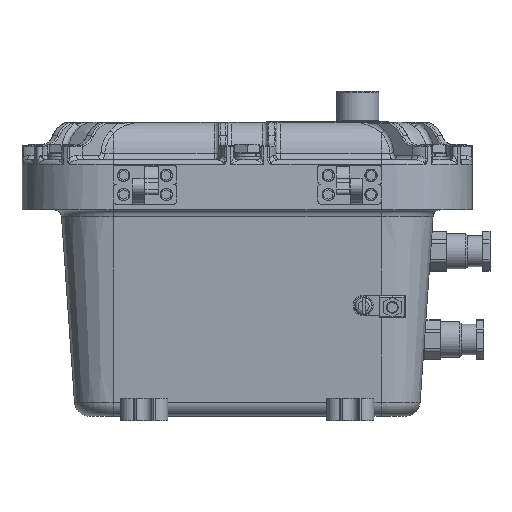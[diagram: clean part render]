
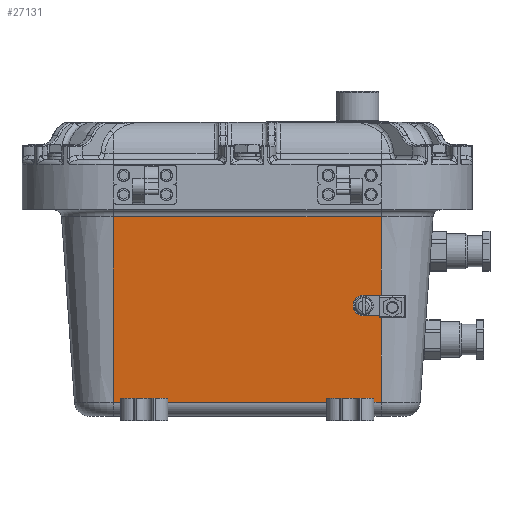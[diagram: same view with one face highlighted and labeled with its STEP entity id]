
A CAD part, left-side view. The second image highlights one B-rep face of the part: STEP entity #27131.
In plain terms, the highlighted planar face has unit normal (-0.998, 0, -0.07).
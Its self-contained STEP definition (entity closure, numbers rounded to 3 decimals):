
#1307=PLANE('',#29043);
#1946=FACE_OUTER_BOUND('',#3642,.T.);
#3642=EDGE_LOOP('',(#17554,#17555,#17556,#17557,#17558,#17559,#17560,#17561,
#17562,#17563,#17564,#17565,#17566,#17567,#17568,#17569));
#5553=CIRCLE('',#29042,7.);
#7383=LINE('',#41491,#8966);
#7385=LINE('',#41498,#8968);
#7395=LINE('',#41592,#8978);
#7396=LINE('',#41594,#8979);
#7397=LINE('',#41596,#8980);
#7398=LINE('',#41598,#8981);
#7399=LINE('',#41600,#8982);
#7400=LINE('',#41602,#8983);
#7401=LINE('',#41604,#8984);
#7402=LINE('',#41606,#8985);
#7403=LINE('',#41608,#8986);
#7404=LINE('',#41610,#8987);
#7405=LINE('',#41612,#8988);
#7406=LINE('',#41614,#8989);
#7407=LINE('',#41615,#8990);
#8966=VECTOR('',#32906,10.);
#8968=VECTOR('',#32916,10.);
#8978=VECTOR('',#32982,10.);
#8979=VECTOR('',#32983,10.);
#8980=VECTOR('',#32984,10.);
#8981=VECTOR('',#32985,10.);
#8982=VECTOR('',#32986,10.);
#8983=VECTOR('',#32987,10.);
#8984=VECTOR('',#32988,10.);
#8985=VECTOR('',#32989,10.);
#8986=VECTOR('',#32990,10.);
#8987=VECTOR('',#32991,10.);
#8988=VECTOR('',#32992,10.);
#8989=VECTOR('',#32993,10.);
#8990=VECTOR('',#32994,10.);
#10515=VERTEX_POINT('',#40720);
#10516=VERTEX_POINT('',#40721);
#10646=VERTEX_POINT('',#41489);
#10647=VERTEX_POINT('',#41497);
#10663=VERTEX_POINT('',#41591);
#10664=VERTEX_POINT('',#41593);
#10665=VERTEX_POINT('',#41595);
#10666=VERTEX_POINT('',#41597);
#10667=VERTEX_POINT('',#41599);
#10668=VERTEX_POINT('',#41601);
#10669=VERTEX_POINT('',#41603);
#10670=VERTEX_POINT('',#41605);
#10671=VERTEX_POINT('',#41607);
#10672=VERTEX_POINT('',#41609);
#10673=VERTEX_POINT('',#41611);
#10674=VERTEX_POINT('',#41613);
#13195=EDGE_CURVE('',#10516,#10646,#7383,.T.);
#13197=EDGE_CURVE('',#10647,#10515,#7385,.T.);
#13223=EDGE_CURVE('',#10646,#10647,#5553,.T.);
#13224=EDGE_CURVE('',#10663,#10515,#7395,.T.);
#13225=EDGE_CURVE('',#10664,#10663,#7396,.T.);
#13226=EDGE_CURVE('',#10664,#10665,#7397,.T.);
#13227=EDGE_CURVE('',#10666,#10665,#7398,.T.);
#13228=EDGE_CURVE('',#10666,#10667,#7399,.T.);
#13229=EDGE_CURVE('',#10667,#10668,#7400,.T.);
#13230=EDGE_CURVE('',#10668,#10669,#7401,.T.);
#13231=EDGE_CURVE('',#10670,#10669,#7402,.T.);
#13232=EDGE_CURVE('',#10670,#10671,#7403,.T.);
#13233=EDGE_CURVE('',#10671,#10672,#7404,.T.);
#13234=EDGE_CURVE('',#10672,#10673,#7405,.T.);
#13235=EDGE_CURVE('',#10674,#10673,#7406,.T.);
#13236=EDGE_CURVE('',#10516,#10674,#7407,.T.);
#17554=ORIENTED_EDGE('',*,*,#13195,.T.);
#17555=ORIENTED_EDGE('',*,*,#13223,.T.);
#17556=ORIENTED_EDGE('',*,*,#13197,.T.);
#17557=ORIENTED_EDGE('',*,*,#13224,.F.);
#17558=ORIENTED_EDGE('',*,*,#13225,.F.);
#17559=ORIENTED_EDGE('',*,*,#13226,.T.);
#17560=ORIENTED_EDGE('',*,*,#13227,.F.);
#17561=ORIENTED_EDGE('',*,*,#13228,.T.);
#17562=ORIENTED_EDGE('',*,*,#13229,.T.);
#17563=ORIENTED_EDGE('',*,*,#13230,.T.);
#17564=ORIENTED_EDGE('',*,*,#13231,.F.);
#17565=ORIENTED_EDGE('',*,*,#13232,.T.);
#17566=ORIENTED_EDGE('',*,*,#13233,.T.);
#17567=ORIENTED_EDGE('',*,*,#13234,.T.);
#17568=ORIENTED_EDGE('',*,*,#13235,.F.);
#17569=ORIENTED_EDGE('',*,*,#13236,.F.);
#27131=ADVANCED_FACE('',(#1946),#1307,.T.);
#29042=AXIS2_PLACEMENT_3D('',#41589,#32978,#32979);
#29043=AXIS2_PLACEMENT_3D('',#41590,#32980,#32981);
#32906=DIRECTION('',(0.,1.,0.));
#32916=DIRECTION('',(0.,-1.,0.));
#32978=DIRECTION('center_axis',(0.998,0.,
0.07));
#32979=DIRECTION('ref_axis',(-0.07,0.,0.998));
#32980=DIRECTION('center_axis',(-0.998,0.,
-0.07));
#32981=DIRECTION('ref_axis',(0.,1.,0.));
#32982=DIRECTION('',(0.07,0.,-0.998));
#32983=DIRECTION('',(0.,-1.,0.));
#32984=DIRECTION('',(0.07,0.,-0.998));
#32985=DIRECTION('',(0.,1.,0.));
#32986=DIRECTION('',(-0.07,0.,0.998));
#32987=DIRECTION('',(0.,-1.,0.));
#32988=DIRECTION('',(0.07,0.,-0.998));
#32989=DIRECTION('',(0.,1.,0.));
#32990=DIRECTION('',(-0.07,0.,0.998));
#32991=DIRECTION('',(0.,-1.,0.));
#32992=DIRECTION('',(0.07,0.,-0.998));
#32993=DIRECTION('',(0.,1.,0.));
#32994=DIRECTION('',(0.07,0.,-0.998));
#40720=CARTESIAN_POINT('',(-122.459,-91.,-57.791));
#40721=CARTESIAN_POINT('',(-121.482,-91.,-71.757));
#41489=CARTESIAN_POINT('',(-121.482,-79.,-71.757));
#41491=CARTESIAN_POINT('',(-121.482,-7.5,-71.757));
#41497=CARTESIAN_POINT('',(-122.459,-79.,-57.791));
#41498=CARTESIAN_POINT('',(-122.459,6.,-57.791));
#41589=CARTESIAN_POINT('Origin',(-121.971,-79.,-64.774));
#41590=CARTESIAN_POINT('Origin',(-126.5,91.,0.));
#41591=CARTESIAN_POINT('',(-126.175,-91.,-4.651));
#41592=CARTESIAN_POINT('',(-126.5,-91.,0.));
#41593=CARTESIAN_POINT('',(-126.175,91.,-4.651));
#41594=CARTESIAN_POINT('',(-126.175,45.5,-4.651));
#41595=CARTESIAN_POINT('',(-117.361,91.,-130.698));
#41596=CARTESIAN_POINT('',(-126.5,91.,0.));
#41597=CARTESIAN_POINT('',(-117.361,86.,-130.698));
#41598=CARTESIAN_POINT('',(-117.361,45.5,-130.698));
#41599=CARTESIAN_POINT('',(-117.549,86.,-128.));
#41600=CARTESIAN_POINT('',(-121.593,86.,-70.178));
#41601=CARTESIAN_POINT('',(-117.549,54.,-128.));
#41602=CARTESIAN_POINT('',(-117.549,80.5,-128.));
#41603=CARTESIAN_POINT('',(-117.361,54.,-130.698));
#41604=CARTESIAN_POINT('',(-120.841,54.,-80.929));
#41605=CARTESIAN_POINT('',(-117.361,-54.,-130.698));
#41606=CARTESIAN_POINT('',(-117.361,45.5,-130.698));
#41607=CARTESIAN_POINT('',(-117.549,-54.,-128.));
#41608=CARTESIAN_POINT('',(-121.593,-54.,-70.178));
#41609=CARTESIAN_POINT('',(-117.549,-86.,-128.));
#41610=CARTESIAN_POINT('',(-117.549,10.5,-128.));
#41611=CARTESIAN_POINT('',(-117.361,-86.,-130.698));
#41612=CARTESIAN_POINT('',(-120.841,-86.,-80.929));
#41613=CARTESIAN_POINT('',(-117.361,-91.,-130.698));
#41614=CARTESIAN_POINT('',(-117.361,45.5,-130.698));
#41615=CARTESIAN_POINT('',(-126.5,-91.,0.));
